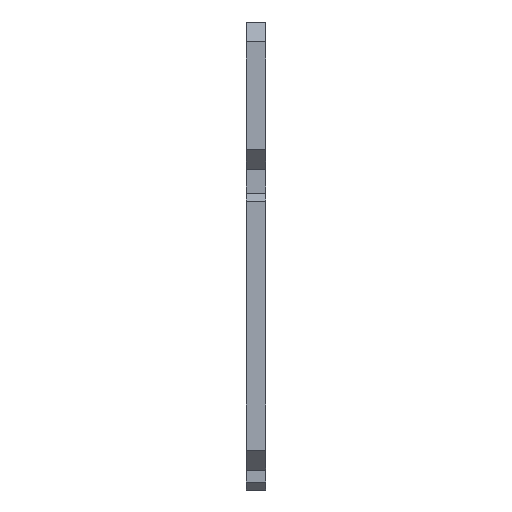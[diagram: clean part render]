
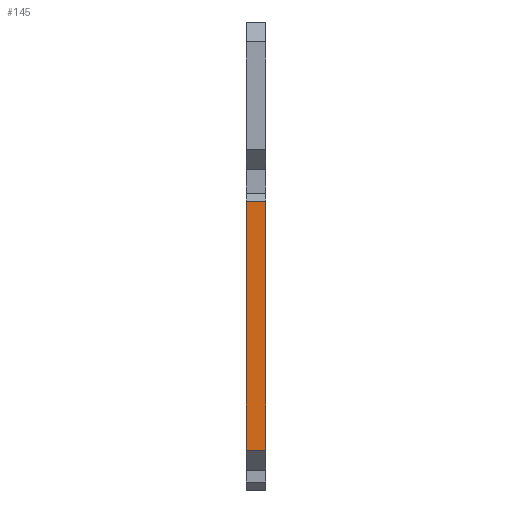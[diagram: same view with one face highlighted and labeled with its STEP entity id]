
A CAD part, left-side view. The second image highlights one B-rep face of the part: STEP entity #145.
In plain terms, the highlighted planar face has unit normal (-1, 0, 0).
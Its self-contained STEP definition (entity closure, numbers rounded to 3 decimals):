
#145=ADVANCED_FACE('',(#1058),#1060,.F.);
#1058=FACE_BOUND('',#1059,.T.);
#1059=EDGE_LOOP('',(#3595,#3596,#3597,#3598));
#1060=PLANE('',#1061);
#1061=AXIS2_PLACEMENT_3D('',#1062,#1063,#1064);
#1062=CARTESIAN_POINT('',(-85.,0.,90.));
#1063=DIRECTION('',(1.,0.,0.));
#1064=DIRECTION('',(0.,0.,-1.));
#3595=ORIENTED_EDGE('',*,*,#4491,.T.);
#3596=ORIENTED_EDGE('',*,*,#5055,.F.);
#3597=ORIENTED_EDGE('',*,*,#4784,.F.);
#3598=ORIENTED_EDGE('',*,*,#5056,.F.);
#4491=EDGE_CURVE('',#5298,#5296,#5299,.T.);
#4784=EDGE_CURVE('',#5882,#5884,#5885,.T.);
#5055=EDGE_CURVE('',#5884,#5296,#6395,.F.);
#5056=EDGE_CURVE('',#5298,#5882,#6396,.F.);
#5296=VERTEX_POINT('',#6690);
#5298=VERTEX_POINT('',#6694);
#5299=LINE('',#6695,#6696);
#5882=VERTEX_POINT('',#7987);
#5884=VERTEX_POINT('',#7991);
#5885=LINE('',#7992,#7993);
#6395=LINE('',#9169,#9170);
#6396=LINE('',#9172,#9173);
#6690=CARTESIAN_POINT('',(-85.,4.,4.));
#6694=CARTESIAN_POINT('',(-85.,4.,54.));
#6695=CARTESIAN_POINT('',(-85.,4.,54.));
#6696=VECTOR('',#6697,1.);
#6697=DIRECTION('',(0.,0.,-1.));
#7987=CARTESIAN_POINT('',(-85.,0.,54.));
#7991=CARTESIAN_POINT('',(-85.,0.,4.));
#7992=CARTESIAN_POINT('',(-85.,0.,54.));
#7993=VECTOR('',#7994,1.);
#7994=DIRECTION('',(0.,0.,-1.));
#9169=CARTESIAN_POINT('',(-85.,4.,4.));
#9170=VECTOR('',#9171,1.);
#9171=DIRECTION('',(0.,-1.,0.));
#9172=CARTESIAN_POINT('',(-85.,0.,54.));
#9173=VECTOR('',#9174,1.);
#9174=DIRECTION('',(0.,1.,0.));
